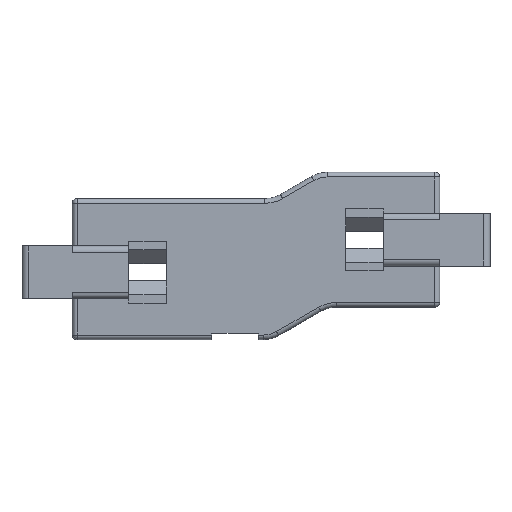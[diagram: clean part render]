
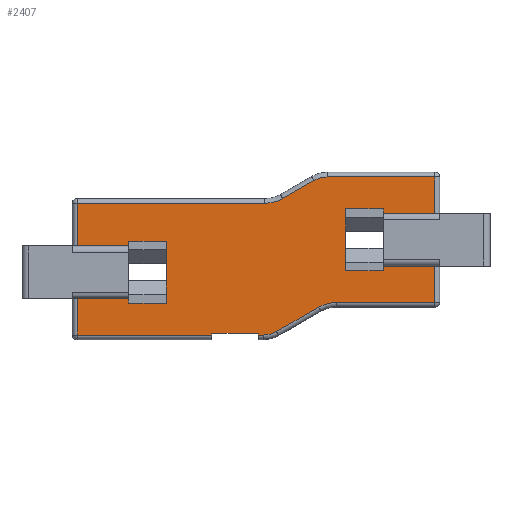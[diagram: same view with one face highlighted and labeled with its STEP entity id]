
A CAD part, front view. The second image highlights one B-rep face of the part: STEP entity #2407.
In plain terms, the highlighted planar face has unit normal (0, -1, 0).
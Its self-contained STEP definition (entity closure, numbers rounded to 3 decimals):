
#115=CIRCLE('',#2593,0.85);
#116=CIRCLE('',#2594,1.15);
#117=CIRCLE('',#2595,0.85);
#118=CIRCLE('',#2596,1.15);
#253=FACE_OUTER_BOUND('',#394,.T.);
#394=EDGE_LOOP('',(#1746,#1747,#1748,#1749,#1750,#1751,#1752,#1753,#1754,
#1755,#1756,#1757,#1758,#1759,#1760,#1761,#1762,#1763,#1764,#1765,#1766,
#1767,#1768,#1769,#1770,#1771,#1772,#1773,#1774,#1775,#1776,#1777));
#567=LINE('',#3715,#800);
#575=LINE('',#3740,#808);
#579=LINE('',#3751,#812);
#583=LINE('',#3760,#816);
#595=LINE('',#3788,#828);
#596=LINE('',#3791,#829);
#599=LINE('',#3803,#832);
#609=LINE('',#3828,#842);
#610=LINE('',#3831,#843);
#611=LINE('',#3835,#844);
#612=LINE('',#3837,#845);
#613=LINE('',#3839,#846);
#614=LINE('',#3840,#847);
#615=LINE('',#3842,#848);
#616=LINE('',#3844,#849);
#617=LINE('',#3846,#850);
#618=LINE('',#3848,#851);
#619=LINE('',#3850,#852);
#620=LINE('',#3854,#853);
#621=LINE('',#3857,#854);
#622=LINE('',#3859,#855);
#623=LINE('',#3861,#856);
#624=LINE('',#3863,#857);
#625=LINE('',#3865,#858);
#626=LINE('',#3866,#859);
#627=LINE('',#3868,#860);
#628=LINE('',#3872,#861);
#629=LINE('',#3875,#862);
#800=VECTOR('',#2919,10.);
#808=VECTOR('',#2949,10.);
#812=VECTOR('',#2959,10.);
#816=VECTOR('',#2967,10.);
#828=VECTOR('',#2993,10.);
#829=VECTOR('',#2996,10.);
#832=VECTOR('',#3009,10.);
#842=VECTOR('',#3031,10.);
#843=VECTOR('',#3034,10.);
#844=VECTOR('',#3039,10.);
#845=VECTOR('',#3040,10.);
#846=VECTOR('',#3041,10.);
#847=VECTOR('',#3042,10.);
#848=VECTOR('',#3043,10.);
#849=VECTOR('',#3044,10.);
#850=VECTOR('',#3045,10.);
#851=VECTOR('',#3046,10.);
#852=VECTOR('',#3047,10.);
#853=VECTOR('',#3050,10.);
#854=VECTOR('',#3053,10.);
#855=VECTOR('',#3054,10.);
#856=VECTOR('',#3055,10.);
#857=VECTOR('',#3056,10.);
#858=VECTOR('',#3057,10.);
#859=VECTOR('',#3058,10.);
#860=VECTOR('',#3059,10.);
#861=VECTOR('',#3062,10.);
#862=VECTOR('',#3065,10.);
#1028=VERTEX_POINT('',#3712);
#1029=VERTEX_POINT('',#3714);
#1034=VERTEX_POINT('',#3737);
#1035=VERTEX_POINT('',#3739);
#1038=VERTEX_POINT('',#3748);
#1039=VERTEX_POINT('',#3750);
#1041=VERTEX_POINT('',#3757);
#1042=VERTEX_POINT('',#3759);
#1051=VERTEX_POINT('',#3786);
#1052=VERTEX_POINT('',#3790);
#1056=VERTEX_POINT('',#3802);
#1065=VERTEX_POINT('',#3826);
#1066=VERTEX_POINT('',#3830);
#1067=VERTEX_POINT('',#3834);
#1068=VERTEX_POINT('',#3836);
#1069=VERTEX_POINT('',#3838);
#1070=VERTEX_POINT('',#3841);
#1071=VERTEX_POINT('',#3843);
#1072=VERTEX_POINT('',#3845);
#1073=VERTEX_POINT('',#3847);
#1074=VERTEX_POINT('',#3849);
#1075=VERTEX_POINT('',#3851);
#1076=VERTEX_POINT('',#3853);
#1077=VERTEX_POINT('',#3855);
#1078=VERTEX_POINT('',#3858);
#1079=VERTEX_POINT('',#3860);
#1080=VERTEX_POINT('',#3862);
#1081=VERTEX_POINT('',#3864);
#1082=VERTEX_POINT('',#3867);
#1083=VERTEX_POINT('',#3869);
#1084=VERTEX_POINT('',#3871);
#1085=VERTEX_POINT('',#3873);
#1262=EDGE_CURVE('',#1029,#1028,#567,.T.);
#1276=EDGE_CURVE('',#1035,#1034,#575,.T.);
#1282=EDGE_CURVE('',#1039,#1038,#579,.T.);
#1287=EDGE_CURVE('',#1042,#1041,#583,.T.);
#1302=EDGE_CURVE('',#1051,#1038,#595,.T.);
#1303=EDGE_CURVE('',#1029,#1052,#596,.T.);
#1309=EDGE_CURVE('',#1056,#1039,#599,.T.);
#1322=EDGE_CURVE('',#1065,#1041,#609,.T.);
#1323=EDGE_CURVE('',#1035,#1066,#610,.T.);
#1325=EDGE_CURVE('',#1028,#1067,#611,.T.);
#1326=EDGE_CURVE('',#1067,#1068,#612,.T.);
#1327=EDGE_CURVE('',#1068,#1069,#613,.T.);
#1328=EDGE_CURVE('',#1069,#1056,#614,.T.);
#1329=EDGE_CURVE('',#1070,#1051,#615,.T.);
#1330=EDGE_CURVE('',#1070,#1071,#616,.T.);
#1331=EDGE_CURVE('',#1071,#1072,#617,.T.);
#1332=EDGE_CURVE('',#1072,#1073,#618,.T.);
#1333=EDGE_CURVE('',#1074,#1073,#619,.T.);
#1334=EDGE_CURVE('',#1075,#1074,#115,.T.);
#1335=EDGE_CURVE('',#1076,#1075,#620,.T.);
#1336=EDGE_CURVE('',#1077,#1076,#116,.T.);
#1337=EDGE_CURVE('',#1066,#1077,#621,.T.);
#1338=EDGE_CURVE('',#1034,#1078,#622,.T.);
#1339=EDGE_CURVE('',#1078,#1079,#623,.T.);
#1340=EDGE_CURVE('',#1079,#1080,#624,.T.);
#1341=EDGE_CURVE('',#1080,#1081,#625,.T.);
#1342=EDGE_CURVE('',#1081,#1042,#626,.T.);
#1343=EDGE_CURVE('',#1082,#1065,#627,.T.);
#1344=EDGE_CURVE('',#1083,#1082,#117,.T.);
#1345=EDGE_CURVE('',#1084,#1083,#628,.T.);
#1346=EDGE_CURVE('',#1085,#1084,#118,.T.);
#1347=EDGE_CURVE('',#1052,#1085,#629,.T.);
#1746=ORIENTED_EDGE('',*,*,#1262,.T.);
#1747=ORIENTED_EDGE('',*,*,#1325,.T.);
#1748=ORIENTED_EDGE('',*,*,#1326,.T.);
#1749=ORIENTED_EDGE('',*,*,#1327,.T.);
#1750=ORIENTED_EDGE('',*,*,#1328,.T.);
#1751=ORIENTED_EDGE('',*,*,#1309,.T.);
#1752=ORIENTED_EDGE('',*,*,#1282,.T.);
#1753=ORIENTED_EDGE('',*,*,#1302,.F.);
#1754=ORIENTED_EDGE('',*,*,#1329,.F.);
#1755=ORIENTED_EDGE('',*,*,#1330,.T.);
#1756=ORIENTED_EDGE('',*,*,#1331,.T.);
#1757=ORIENTED_EDGE('',*,*,#1332,.T.);
#1758=ORIENTED_EDGE('',*,*,#1333,.F.);
#1759=ORIENTED_EDGE('',*,*,#1334,.F.);
#1760=ORIENTED_EDGE('',*,*,#1335,.F.);
#1761=ORIENTED_EDGE('',*,*,#1336,.F.);
#1762=ORIENTED_EDGE('',*,*,#1337,.F.);
#1763=ORIENTED_EDGE('',*,*,#1323,.F.);
#1764=ORIENTED_EDGE('',*,*,#1276,.T.);
#1765=ORIENTED_EDGE('',*,*,#1338,.T.);
#1766=ORIENTED_EDGE('',*,*,#1339,.T.);
#1767=ORIENTED_EDGE('',*,*,#1340,.T.);
#1768=ORIENTED_EDGE('',*,*,#1341,.T.);
#1769=ORIENTED_EDGE('',*,*,#1342,.T.);
#1770=ORIENTED_EDGE('',*,*,#1287,.T.);
#1771=ORIENTED_EDGE('',*,*,#1322,.F.);
#1772=ORIENTED_EDGE('',*,*,#1343,.F.);
#1773=ORIENTED_EDGE('',*,*,#1344,.F.);
#1774=ORIENTED_EDGE('',*,*,#1345,.F.);
#1775=ORIENTED_EDGE('',*,*,#1346,.F.);
#1776=ORIENTED_EDGE('',*,*,#1347,.F.);
#1777=ORIENTED_EDGE('',*,*,#1303,.F.);
#2298=PLANE('',#2592);
#2407=ADVANCED_FACE('',(#253),#2298,.F.);
#2592=AXIS2_PLACEMENT_3D('',#3833,#3037,#3038);
#2593=AXIS2_PLACEMENT_3D('',#3852,#3048,#3049);
#2594=AXIS2_PLACEMENT_3D('',#3856,#3051,#3052);
#2595=AXIS2_PLACEMENT_3D('',#3870,#3060,#3061);
#2596=AXIS2_PLACEMENT_3D('',#3874,#3063,#3064);
#2919=DIRECTION('',(1.,0.,0.));
#2949=DIRECTION('',(-1.,0.,0.));
#2959=DIRECTION('',(-1.,0.,0.));
#2967=DIRECTION('',(1.,0.,0.));
#2993=DIRECTION('',(0.,0.,1.));
#2996=DIRECTION('',(0.,0.,1.));
#3009=DIRECTION('',(0.,0.,1.));
#3031=DIRECTION('',(0.,0.,-1.));
#3034=DIRECTION('',(0.,0.,-1.));
#3037=DIRECTION('center_axis',(0.,1.,0.));
#3038=DIRECTION('ref_axis',(1.,0.,0.));
#3039=DIRECTION('',(0.,0.,1.));
#3040=DIRECTION('',(1.,0.,0.));
#3041=DIRECTION('',(0.,0.,-1.));
#3042=DIRECTION('',(-1.,0.,0.));
#3043=DIRECTION('',(-1.,0.,0.));
#3044=DIRECTION('',(0.,0.,1.));
#3045=DIRECTION('',(1.,0.,0.));
#3046=DIRECTION('',(0.,0.,-1.));
#3047=DIRECTION('',(-1.,0.,0.));
#3048=DIRECTION('center_axis',(0.,1.,0.));
#3049=DIRECTION('ref_axis',(0.259,0.,-0.966));
#3050=DIRECTION('',(-0.866,0.,-0.5));
#3051=DIRECTION('center_axis',(0.,-1.,0.));
#3052=DIRECTION('ref_axis',(-0.259,0.,0.966));
#3053=DIRECTION('',(-1.,0.,0.));
#3054=DIRECTION('',(0.,0.,-1.));
#3055=DIRECTION('',(-1.,0.,0.));
#3056=DIRECTION('',(0.,0.,1.));
#3057=DIRECTION('',(1.,0.,0.));
#3058=DIRECTION('',(0.,0.,-1.));
#3059=DIRECTION('',(1.,0.,0.));
#3060=DIRECTION('center_axis',(0.,1.,0.));
#3061=DIRECTION('ref_axis',(-0.527,0.,0.85));
#3062=DIRECTION('',(0.866,0.,0.5));
#3063=DIRECTION('center_axis',(0.,-1.,0.));
#3064=DIRECTION('ref_axis',(0.259,0.,-0.966));
#3065=DIRECTION('',(1.,0.,0.));
#3712=CARTESIAN_POINT('',(1.825,0.,3.025));
#3714=CARTESIAN_POINT('',(0.15,0.,3.025));
#3715=CARTESIAN_POINT('',(3.875,0.,3.025));
#3737=CARTESIAN_POINT('',(10.025,0.,2.375));
#3739=CARTESIAN_POINT('',(11.7,0.,2.375));
#3740=CARTESIAN_POINT('',(7.975,0.,2.375));
#3748=CARTESIAN_POINT('',(0.15,0.,1.325));
#3750=CARTESIAN_POINT('',(1.825,0.,1.325));
#3751=CARTESIAN_POINT('',(2.963,0.,1.325));
#3757=CARTESIAN_POINT('',(11.7,0.,4.075));
#3759=CARTESIAN_POINT('',(10.025,0.,4.075));
#3760=CARTESIAN_POINT('',(8.888,0.,4.075));
#3786=CARTESIAN_POINT('',(0.15,0.,0.15));
#3788=CARTESIAN_POINT('',(0.15,0.,2.863));
#3790=CARTESIAN_POINT('',(0.15,0.,4.4));
#3791=CARTESIAN_POINT('',(0.15,0.,2.863));
#3802=CARTESIAN_POINT('',(1.825,0.,1.175));
#3803=CARTESIAN_POINT('',(1.825,0.,1.938));
#3826=CARTESIAN_POINT('',(11.7,0.,5.25));
#3828=CARTESIAN_POINT('',(11.7,0.,2.538));
#3830=CARTESIAN_POINT('',(11.7,0.,1.2));
#3831=CARTESIAN_POINT('',(11.7,0.,2.538));
#3833=CARTESIAN_POINT('Origin',(5.925,0.,2.7));
#3834=CARTESIAN_POINT('',(1.825,0.,3.175));
#3835=CARTESIAN_POINT('',(1.825,0.,1.938));
#3836=CARTESIAN_POINT('',(3.025,0.,3.175));
#3837=CARTESIAN_POINT('',(3.875,0.,3.175));
#3838=CARTESIAN_POINT('',(3.025,0.,1.175));
#3839=CARTESIAN_POINT('',(3.025,0.,2.3));
#3840=CARTESIAN_POINT('',(4.475,0.,1.175));
#3841=CARTESIAN_POINT('',(4.5,0.,0.15));
#3842=CARTESIAN_POINT('',(8.888,0.,0.15));
#3843=CARTESIAN_POINT('',(4.5,0.,0.2));
#3844=CARTESIAN_POINT('',(4.5,0.,0.96));
#3845=CARTESIAN_POINT('',(6.,0.,0.2));
#3846=CARTESIAN_POINT('',(5.213,0.,0.2));
#3847=CARTESIAN_POINT('',(6.,0.,0.15));
#3848=CARTESIAN_POINT('',(6.,0.,1.45));
#3849=CARTESIAN_POINT('',(6.163,0.,0.15));
#3850=CARTESIAN_POINT('',(8.888,0.,0.15));
#3851=CARTESIAN_POINT('',(6.588,0.,0.264));
#3852=CARTESIAN_POINT('Origin',(6.163,0.,1.));
#3853=CARTESIAN_POINT('',(7.943,0.,1.046));
#3854=CARTESIAN_POINT('',(7.66,0.,0.883));
#3855=CARTESIAN_POINT('',(8.518,0.,1.2));
#3856=CARTESIAN_POINT('Origin',(8.518,0.,0.05));
#3857=CARTESIAN_POINT('',(8.888,0.,1.2));
#3858=CARTESIAN_POINT('',(10.025,0.,2.225));
#3859=CARTESIAN_POINT('',(10.025,0.,2.825));
#3860=CARTESIAN_POINT('',(8.825,0.,2.225));
#3861=CARTESIAN_POINT('',(7.975,0.,2.225));
#3862=CARTESIAN_POINT('',(8.825,0.,4.225));
#3863=CARTESIAN_POINT('',(8.825,0.,2.463));
#3864=CARTESIAN_POINT('',(10.025,0.,4.225));
#3865=CARTESIAN_POINT('',(7.375,0.,4.225));
#3866=CARTESIAN_POINT('',(10.025,0.,2.825));
#3867=CARTESIAN_POINT('',(8.218,0.,5.25));
#3868=CARTESIAN_POINT('',(2.963,0.,5.25));
#3869=CARTESIAN_POINT('',(7.793,0.,5.136));
#3870=CARTESIAN_POINT('Origin',(8.218,0.,4.4));
#3871=CARTESIAN_POINT('',(6.785,0.,4.554));
#3872=CARTESIAN_POINT('',(5.772,0.,3.969));
#3873=CARTESIAN_POINT('',(6.21,0.,4.4));
#3874=CARTESIAN_POINT('Origin',(6.21,0.,5.55));
#3875=CARTESIAN_POINT('',(2.963,0.,4.4));
